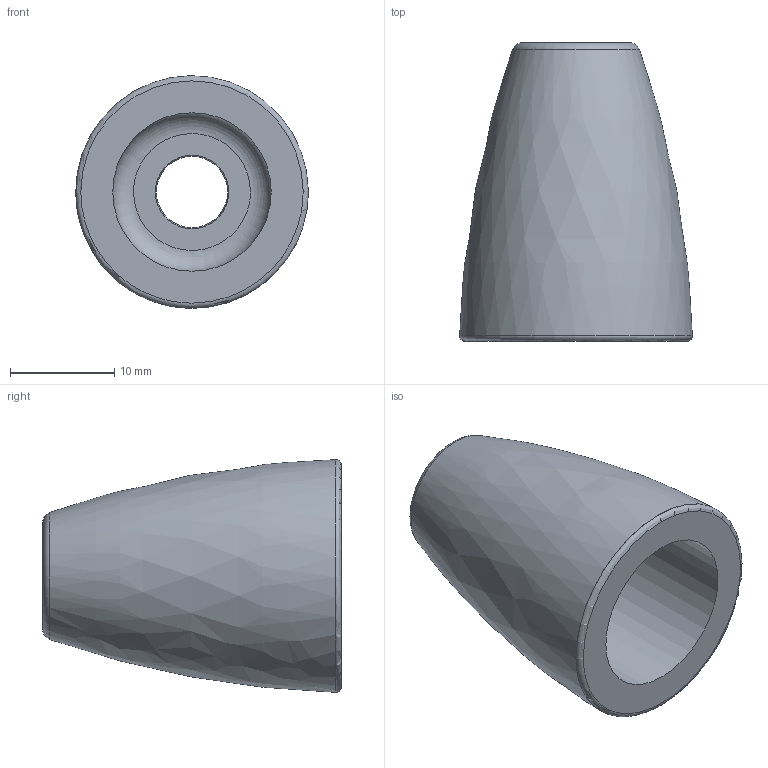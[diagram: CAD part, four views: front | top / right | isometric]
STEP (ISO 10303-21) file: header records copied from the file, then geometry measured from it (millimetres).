
FILE_DESCRIPTION(/* description */ (''),/* implementation_level */ '2;1');
FILE_NAME(/* name */ 'WHEEL.ipt.step',/* time_stamp */ '2020-04-16T23:31:15-04:00',/* author */ ('Josef'),/* organization */ (''),/* preprocessor_version */ 'ST-DEVELOPER v17',/* originating_system */ 'Autodesk Inventor 2019',/* authorisation */ '');
FILE_SCHEMA (('AUTOMOTIVE_DESIGN { 1 0 10303 214 3 1 1 }'));
Length unit declared in the file: inch
Products named in the file (1): WHEEL
Bounding box: 22.31 x 28.6 x 22.31 mm (x, y, z)
Volume: 4922.3 mm3; surface area: 3100.6 mm2
Topology: 1 solids, 1 shells, 14 faces, 47 edges, 37 vertices
Faces by surface type: torus 5, plane 4, cylinder 3, bspline 1, cone 1
Full cylindrical faces by diameter (mm): 7.05 x1, 10.05 x1, 15.2 x1
Entity records: 1000 total; most frequent: CARTESIAN_POINT 503, DIRECTION 108, ORIENTED_EDGE 94, AXIS2_PLACEMENT_3D 52, EDGE_CURVE 47, VERTEX_POINT 37, CIRCLE 34, EDGE_LOOP 18
